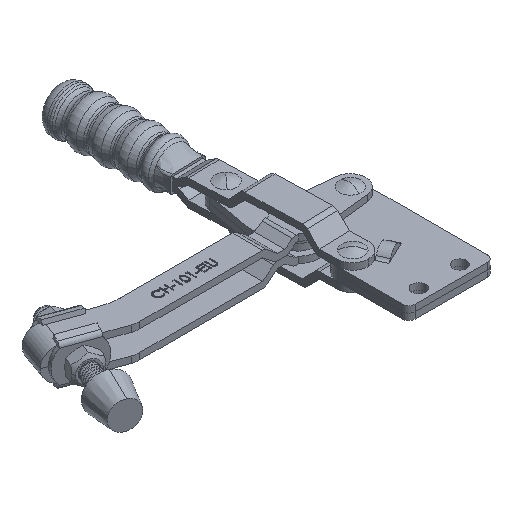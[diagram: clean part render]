
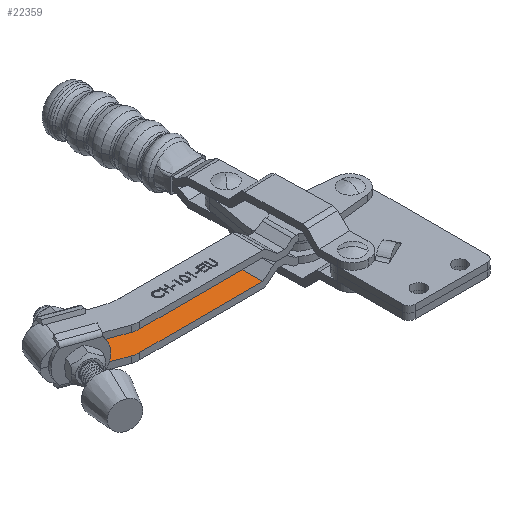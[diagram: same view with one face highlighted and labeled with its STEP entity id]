
A CAD part, isometric view. The second image highlights one B-rep face of the part: STEP entity #22359.
In plain terms, the highlighted planar face has unit normal (0, 0, 1).
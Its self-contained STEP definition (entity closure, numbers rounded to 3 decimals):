
#3129 = DIRECTION ( 'NONE',  ( 0., 1., 0. ) ) ;
#3130 = VECTOR ( 'NONE', #3129, 1000. ) ;
#3150 = CARTESIAN_POINT ( 'NONE',  ( -46.186, -9.7, -4.727 ) ) ;
#3154 = LINE ( 'NONE', #3150, #3130 ) ;
#3156 = DIRECTION ( 'NONE',  ( 1., 0., 0. ) ) ;
#3157 = DIRECTION ( 'NONE',  ( 0., 0., -1. ) ) ;
#3158 = LINE ( 'NONE', #3221, #3220 ) ;
#3164 = PLANE ( 'NONE',  #3168 ) ;
#3165 = FACE_OUTER_BOUND ( 'NONE', #22138, .T. ) ;
#3168 = AXIS2_PLACEMENT_3D ( 'NONE', #3176, #3157, #3156 ) ;
#3176 = CARTESIAN_POINT ( 'NONE',  ( -46.186, -9.7, -4.727 ) ) ;
#3219 = DIRECTION ( 'NONE',  ( 0., 1., 0. ) ) ;
#3220 = VECTOR ( 'NONE', #3219, 1000. ) ;
#3221 = CARTESIAN_POINT ( 'NONE',  ( -113.8, -9.7, -4.727 ) ) ;
#4128 = DIRECTION ( 'NONE',  ( 1., 0., 0. ) ) ;
#4129 = VECTOR ( 'NONE', #4128, 1000. ) ;
#4130 = CARTESIAN_POINT ( 'NONE',  ( -103.062, -7.003, -4.727 ) ) ;
#4131 = LINE ( 'NONE', #4130, #4129 ) ;
#4141 = CARTESIAN_POINT ( 'NONE',  ( -46.186, -7.003, -4.727 ) ) ;
#4214 = CARTESIAN_POINT ( 'NONE',  ( -106.351, 8.451, -4.727 ) ) ;
#4276 = LINE ( 'NONE', #4325, #4319 ) ;
#4317 = LINE ( 'NONE', #4358, #4366 ) ;
#4318 = DIRECTION ( 'NONE',  ( -1., 0., 0. ) ) ;
#4319 = VECTOR ( 'NONE', #4318, 1000. ) ;
#4320 = CARTESIAN_POINT ( 'NONE',  ( -46.186, 7.003, -4.727 ) ) ;
#4325 = CARTESIAN_POINT ( 'NONE',  ( -98.142, 7.003, -4.727 ) ) ;
#4331 = CARTESIAN_POINT ( 'NONE',  ( -98.142, 7.003, -4.727 ) ) ;
#4357 = DIRECTION ( 'NONE',  ( 0.94, -0.342, 0. ) ) ;
#4358 = CARTESIAN_POINT ( 'NONE',  ( -106.482, -6.4, -4.727 ) ) ;
#4366 = VECTOR ( 'NONE', #4357, 1000. ) ;
#4367 = LINE ( 'NONE', #4374, #4373 ) ;
#4372 = DIRECTION ( 'NONE',  ( -0.94, 0.342, 0. ) ) ;
#4373 = VECTOR ( 'NONE', #4372, 1000. ) ;
#4374 = CARTESIAN_POINT ( 'NONE',  ( -106.351, 8.451, -4.727 ) ) ;
#4381 = DIRECTION ( 'NONE',  ( 1., 0., 0. ) ) ;
#4382 = DIRECTION ( 'NONE',  ( 0., 0., -1. ) ) ;
#4383 = CARTESIAN_POINT ( 'NONE',  ( -98.142, 31.003, -4.727 ) ) ;
#4390 = CARTESIAN_POINT ( 'NONE',  ( -113.8, -3.737, -4.727 ) ) ;
#4391 = CIRCLE ( 'NONE', #4393, 24. ) ;
#4393 = AXIS2_PLACEMENT_3D ( 'NONE', #4383, #4382, #4381 ) ;
#4407 = CARTESIAN_POINT ( 'NONE',  ( -113.8, 11.162, -4.727 ) ) ;
#14544 = CARTESIAN_POINT ( 'NONE',  ( -103.062, -7.003, -4.727 ) ) ;
#14696 = CARTESIAN_POINT ( 'NONE',  ( -106.482, -6.4, -4.727 ) ) ;
#14739 = DIRECTION ( 'NONE',  ( 1., 0., 0. ) ) ;
#14740 = DIRECTION ( 'NONE',  ( 0., 0., 1. ) ) ;
#14741 = CARTESIAN_POINT ( 'NONE',  ( -103.062, 2.997, -4.727 ) ) ;
#14748 = AXIS2_PLACEMENT_3D ( 'NONE', #14741, #14740, #14739 ) ;
#14755 = CIRCLE ( 'NONE', #14748, 10. ) ;
#21719 = EDGE_CURVE ( 'NONE', #27412, #27658, #3154, .T. ) ;
#22138 = EDGE_LOOP ( 'NONE', ( #22182, #22355, #22340, #22341, #22560, #22356, #22573, #22342 ) ) ;
#22182 = ORIENTED_EDGE ( 'NONE', *, *, #27740, .T. ) ;
#22340 = ORIENTED_EDGE ( 'NONE', *, *, #27683, .T. ) ;
#22341 = ORIENTED_EDGE ( 'NONE', *, *, #34279, .T. ) ;
#22342 = ORIENTED_EDGE ( 'NONE', *, *, #27721, .T. ) ;
#22355 = ORIENTED_EDGE ( 'NONE', *, *, #22377, .F. ) ;
#22356 = ORIENTED_EDGE ( 'NONE', *, *, #21719, .T. ) ;
#22359 = ADVANCED_FACE ( 'NONE', ( #3165 ), #3164, .F. ) ;
#22377 = EDGE_CURVE ( 'NONE', #27744, #27754, #3158, .T. ) ;
#22560 = ORIENTED_EDGE ( 'NONE', *, *, #27423, .T. ) ;
#22573 = ORIENTED_EDGE ( 'NONE', *, *, #27656, .T. ) ;
#27412 = VERTEX_POINT ( 'NONE', #4141 ) ;
#27423 = EDGE_CURVE ( 'NONE', #34170, #27412, #4131, .T. ) ;
#27580 = VERTEX_POINT ( 'NONE', #4214 ) ;
#27654 = VERTEX_POINT ( 'NONE', #4331 ) ;
#27656 = EDGE_CURVE ( 'NONE', #27658, #27654, #4276, .T. ) ;
#27658 = VERTEX_POINT ( 'NONE', #4320 ) ;
#27683 = EDGE_CURVE ( 'NONE', #27744, #34275, #4317, .T. ) ;
#27721 = EDGE_CURVE ( 'NONE', #27654, #27580, #4391, .T. ) ;
#27740 = EDGE_CURVE ( 'NONE', #27580, #27754, #4367, .T. ) ;
#27744 = VERTEX_POINT ( 'NONE', #4390 ) ;
#27754 = VERTEX_POINT ( 'NONE', #4407 ) ;
#34170 = VERTEX_POINT ( 'NONE', #14544 ) ;
#34275 = VERTEX_POINT ( 'NONE', #14696 ) ;
#34279 = EDGE_CURVE ( 'NONE', #34275, #34170, #14755, .T. ) ;
